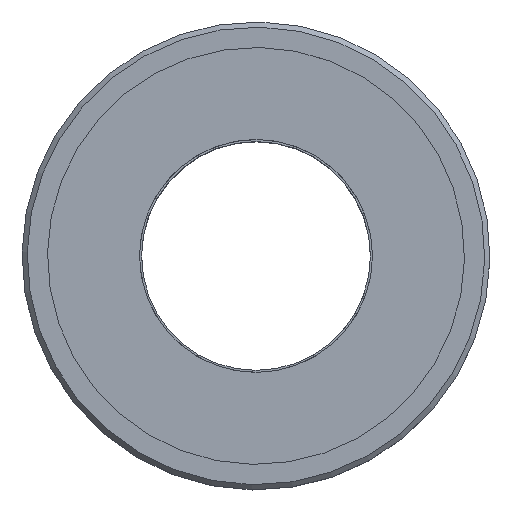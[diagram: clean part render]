
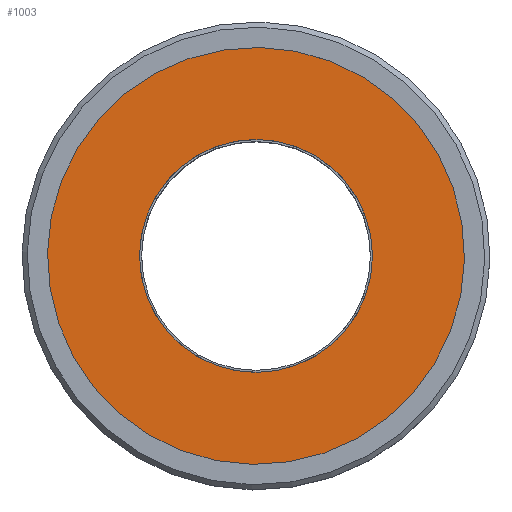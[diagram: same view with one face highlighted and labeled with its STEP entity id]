
A CAD part, top view. The second image highlights one B-rep face of the part: STEP entity #1003.
In plain terms, the highlighted planar face has unit normal (0, 0, 1).
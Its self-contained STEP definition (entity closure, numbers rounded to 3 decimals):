
#196=FACE_BOUND($,#350,.T.);
#245=FACE_OUTER_BOUND($,#349,.T.);
#349=EDGE_LOOP($,(#722));
#350=EDGE_LOOP($,(#723));
#438=CIRCLE($,#1099,20.05);
#442=CIRCLE($,#1108,11.2);
#491=VERTEX_POINT($,#1654);
#495=VERTEX_POINT($,#1667);
#580=EDGE_CURVE($,#491,#491,#438,.T.);
#584=EDGE_CURVE($,#495,#495,#442,.T.);
#722=ORIENTED_EDGE($,*,*,#580,.F.);
#723=ORIENTED_EDGE($,*,*,#584,.T.);
#873=PLANE($,#1109);
#1003=ADVANCED_FACE($,(#245,#196),#873,.F.);
#1099=AXIS2_PLACEMENT_3D($,#1655,#1270,#1271);
#1108=AXIS2_PLACEMENT_3D($,#1668,#1288,#1289);
#1109=AXIS2_PLACEMENT_3D($,#1669,#1290,#1291);
#1270=DIRECTION('center_axis',(0.,0.,-1.));
#1271=DIRECTION('ref_axis',(0.982,-0.19,0.));
#1288=DIRECTION('center_axis',(0.,0.,-1.));
#1289=DIRECTION('ref_axis',(-0.214,-0.977,0.));
#1290=DIRECTION('center_axis',(0.,0.,-1.));
#1291=DIRECTION('ref_axis',(-0.214,-0.977,0.));
#1654=CARTESIAN_POINT('',(-19.684,3.812,14.2));
#1655=CARTESIAN_POINT('Origin',(0.,0.,14.2));
#1667=CARTESIAN_POINT('',(11.2,0.,14.2));
#1668=CARTESIAN_POINT('Origin',(0.,0.,14.2));
#1669=CARTESIAN_POINT('Origin',(0.,0.,14.2));
